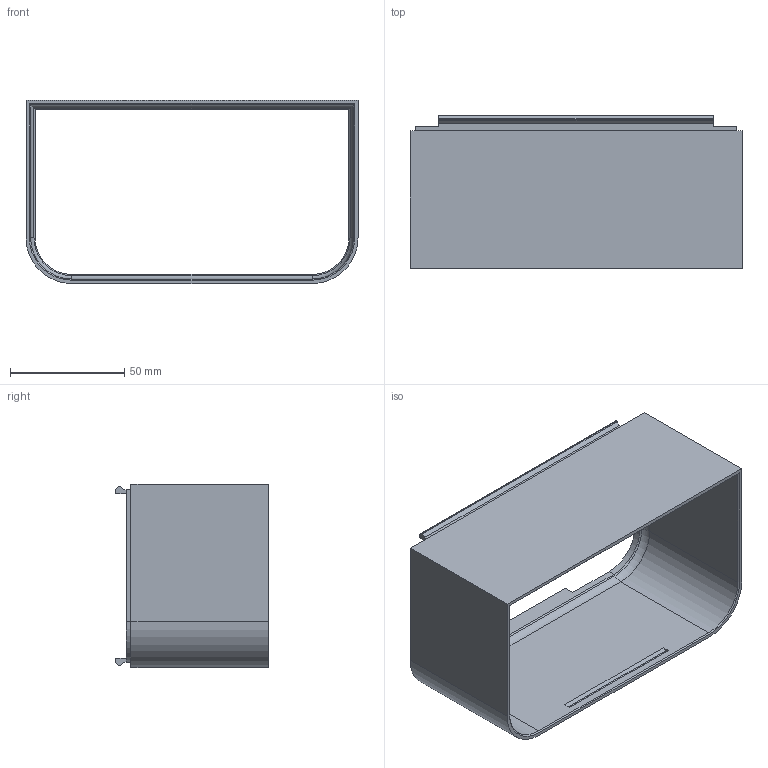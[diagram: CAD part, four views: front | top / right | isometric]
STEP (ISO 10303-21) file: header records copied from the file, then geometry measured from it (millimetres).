
FILE_DESCRIPTION (( 'STEP AP214' ), '1' );
FILE_NAME ('L.013.00.00.04 Tank.STEP', '2024-10-10T06:15:47', ( '' ), ( '' ), 'SwSTEP 2.0', 'SolidWorks 2018', '' );
FILE_SCHEMA (( 'AUTOMOTIVE_DESIGN' ));
Length unit declared in the file: millimetre
Products named in the file (1): L.013.00.00.04 Tank
Bounding box: 145 x 66.7 x 80 mm (x, y, z)
Volume: 55932.8 mm3; surface area: 57494.3 mm2
Topology: 1 solids, 1 shells, 70 faces, 174 edges, 108 vertices
Faces by surface type: plane 46, cylinder 18, cone 4, torus 2
Entity records: 2080 total; most frequent: CARTESIAN_POINT 359, DIRECTION 350, ORIENTED_EDGE 348, EDGE_CURVE 174, LINE 136, VECTOR 136, VERTEX_POINT 108, AXIS2_PLACEMENT_3D 107
